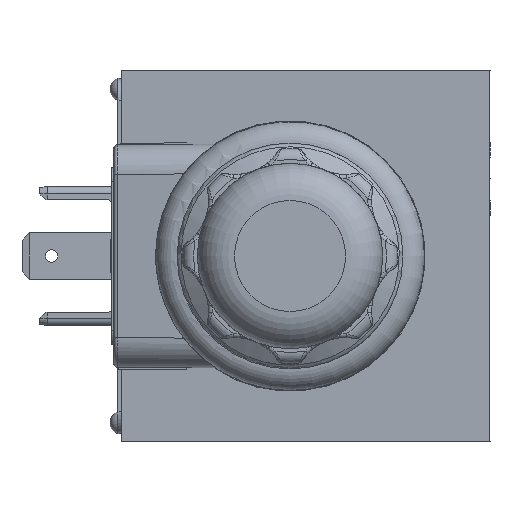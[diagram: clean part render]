
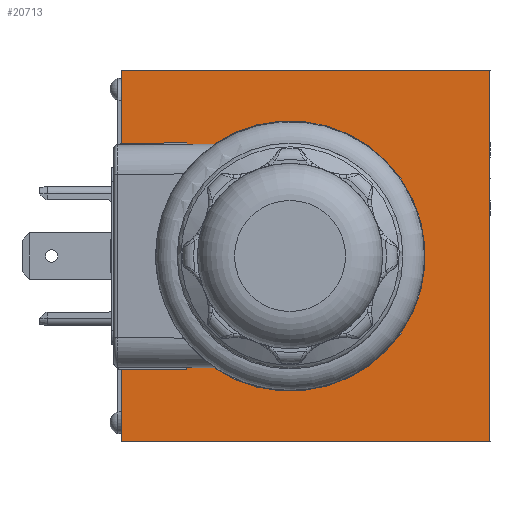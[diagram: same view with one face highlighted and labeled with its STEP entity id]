
A CAD part, left-side view. The second image highlights one B-rep face of the part: STEP entity #20713.
In plain terms, the highlighted planar face has unit normal (-1, 0, 0).
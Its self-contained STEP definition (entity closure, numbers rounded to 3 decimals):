
#1533 = EDGE_CURVE ( 'NONE', #24035, #24035, #14646, .T. ) ;
#1953 = VECTOR ( 'NONE', #13754, 1000. ) ;
#2596 = CARTESIAN_POINT ( 'NONE',  ( 0., 49.75, -25. ) ) ;
#3179 = ORIENTED_EDGE ( 'NONE', *, *, #12276, .T. ) ;
#4085 = EDGE_LOOP ( 'NONE', ( #6723, #12891, #28769, #3179 ) ) ;
#5266 = EDGE_CURVE ( 'NONE', #15707, #26685, #16588, .T. ) ;
#5334 = VERTEX_POINT ( 'NONE', #17206 ) ;
#6723 = ORIENTED_EDGE ( 'NONE', *, *, #9539, .T. ) ;
#8559 = CARTESIAN_POINT ( 'NONE',  ( 0., 49.75, 25. ) ) ;
#9539 = EDGE_CURVE ( 'NONE', #5334, #26685, #13277, .T. ) ;
#10340 = EDGE_LOOP ( 'NONE', ( #14933 ) ) ;
#10649 = CARTESIAN_POINT ( 'NONE',  ( 0., 0., 25. ) ) ;
#10807 = CARTESIAN_POINT ( 'NONE',  ( 0., 27., 0. ) ) ;
#11246 = DIRECTION ( 'NONE',  ( 0., 0., -1. ) ) ;
#12276 = EDGE_CURVE ( 'NONE', #28194, #5334, #25566, .T. ) ;
#12812 = CARTESIAN_POINT ( 'NONE',  ( 0., 40.4, 0. ) ) ;
#12891 = ORIENTED_EDGE ( 'NONE', *, *, #5266, .F. ) ;
#13195 = DIRECTION ( 'NONE',  ( 0., 0., 1. ) ) ;
#13277 = LINE ( 'NONE', #27888, #22534 ) ;
#13296 = CARTESIAN_POINT ( 'NONE',  ( 0., 49.75, -25. ) ) ;
#13603 = PLANE ( 'NONE',  #17801 ) ;
#13748 = FACE_BOUND ( 'NONE', #10340, .T. ) ;
#13754 = DIRECTION ( 'NONE',  ( 0., -1., 0. ) ) ;
#13811 = CARTESIAN_POINT ( 'NONE',  ( 0., 49.75, 25. ) ) ;
#14646 = CIRCLE ( 'NONE', #25545, 13.4 ) ;
#14724 = EDGE_CURVE ( 'NONE', #28194, #15707, #27026, .T. ) ;
#14933 = ORIENTED_EDGE ( 'NONE', *, *, #1533, .T. ) ;
#15707 = VERTEX_POINT ( 'NONE', #8559 ) ;
#16061 = DIRECTION ( 'NONE',  ( 0., 0., 1. ) ) ;
#16588 = LINE ( 'NONE', #13811, #25196 ) ;
#17206 = CARTESIAN_POINT ( 'NONE',  ( 0., 0., -25. ) ) ;
#17801 = AXIS2_PLACEMENT_3D ( 'NONE', #13296, #18074, #11246 ) ;
#17833 = CARTESIAN_POINT ( 'NONE',  ( 0., 49.75, -25. ) ) ;
#18074 = DIRECTION ( 'NONE',  ( 1., 0., 0. ) ) ;
#19486 = CARTESIAN_POINT ( 'NONE',  ( 0., 49.75, -25. ) ) ;
#19799 = DIRECTION ( 'NONE',  ( 1., 0., 0. ) ) ;
#20713 = ADVANCED_FACE ( 'NONE', ( #13748, #30206 ), #13603, .F. ) ;
#22534 = VECTOR ( 'NONE', #16061, 1000. ) ;
#24035 = VERTEX_POINT ( 'NONE', #12812 ) ;
#25119 = DIRECTION ( 'NONE',  ( 0., 1., 0. ) ) ;
#25196 = VECTOR ( 'NONE', #30419, 1000. ) ;
#25545 = AXIS2_PLACEMENT_3D ( 'NONE', #10807, #19799, #25119 ) ;
#25566 = LINE ( 'NONE', #2596, #1953 ) ;
#26685 = VERTEX_POINT ( 'NONE', #10649 ) ;
#27026 = LINE ( 'NONE', #17833, #27381 ) ;
#27381 = VECTOR ( 'NONE', #13195, 1000. ) ;
#27888 = CARTESIAN_POINT ( 'NONE',  ( 0., 0., -25. ) ) ;
#28194 = VERTEX_POINT ( 'NONE', #19486 ) ;
#28769 = ORIENTED_EDGE ( 'NONE', *, *, #14724, .F. ) ;
#30206 = FACE_OUTER_BOUND ( 'NONE', #4085, .T. ) ;
#30419 = DIRECTION ( 'NONE',  ( 0., -1., 0. ) ) ;
